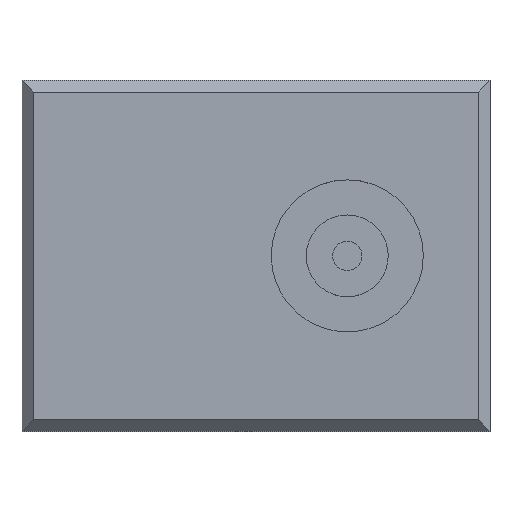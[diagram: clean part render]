
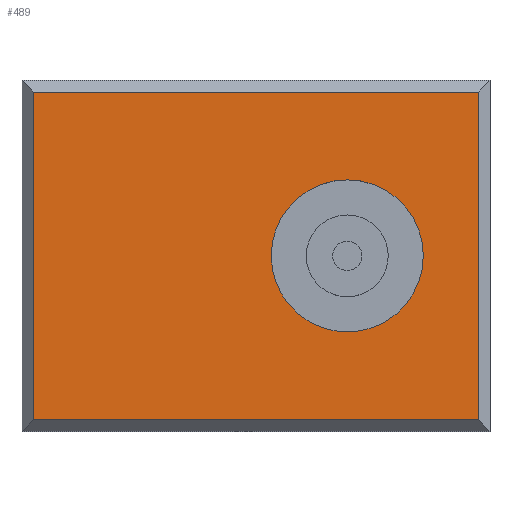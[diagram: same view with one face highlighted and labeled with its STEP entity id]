
A CAD part, top view. The second image highlights one B-rep face of the part: STEP entity #489.
In plain terms, the highlighted planar face has unit normal (0, 0, 1).
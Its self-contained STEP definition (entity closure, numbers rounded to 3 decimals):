
#83 = PLANE('',#84);
#84 = AXIS2_PLACEMENT_3D('',#85,#86,#87);
#85 = CARTESIAN_POINT('',(-2.,1.45,0.95));
#86 = DIRECTION('',(0.,-0.707,-0.707));
#87 = DIRECTION('',(1.,0.,0.));
#196 = PLANE('',#197);
#197 = AXIS2_PLACEMENT_3D('',#198,#199,#200);
#198 = CARTESIAN_POINT('',(-1.95,-1.5,0.95));
#199 = DIRECTION('',(0.707,0.,-0.707));
#200 = DIRECTION('',(0.,1.,0.));
#234 = VERTEX_POINT('',#235);
#235 = CARTESIAN_POINT('',(-1.9,1.4,1.));
#258 = VERTEX_POINT('',#259);
#259 = CARTESIAN_POINT('',(1.9,1.4,1.));
#273 = PLANE('',#274);
#274 = AXIS2_PLACEMENT_3D('',#275,#276,#277);
#275 = CARTESIAN_POINT('',(1.95,1.5,0.95));
#276 = DIRECTION('',(-0.707,0.,-0.707));
#277 = DIRECTION('',(0.,-1.,0.));
#285 = EDGE_CURVE('',#234,#258,#286,.T.);
#286 = SURFACE_CURVE('',#287,(#291,#298),.PCURVE_S1.);
#287 = LINE('',#288,#289);
#288 = CARTESIAN_POINT('',(-2.,1.4,1.));
#289 = VECTOR('',#290,1.);
#290 = DIRECTION('',(1.,0.,0.));
#291 = PCURVE('',#83,#292);
#292 = DEFINITIONAL_REPRESENTATION('',(#293),#297);
#293 = LINE('',#294,#295);
#294 = CARTESIAN_POINT('',(0.,0.071));
#295 = VECTOR('',#296,1.);
#296 = DIRECTION('',(1.,0.));
#297 = ( GEOMETRIC_REPRESENTATION_CONTEXT(2) 
PARAMETRIC_REPRESENTATION_CONTEXT() REPRESENTATION_CONTEXT('2D SPACE',''
  ) );
#298 = PCURVE('',#299,#304);
#299 = PLANE('',#300);
#300 = AXIS2_PLACEMENT_3D('',#301,#302,#303);
#301 = CARTESIAN_POINT('',(0.,0.,1.));
#302 = DIRECTION('',(-0.,-0.,-1.));
#303 = DIRECTION('',(-1.,0.,0.));
#304 = DEFINITIONAL_REPRESENTATION('',(#305),#309);
#305 = LINE('',#306,#307);
#306 = CARTESIAN_POINT('',(2.,1.4));
#307 = VECTOR('',#308,1.);
#308 = DIRECTION('',(-1.,0.));
#309 = ( GEOMETRIC_REPRESENTATION_CONTEXT(2) 
PARAMETRIC_REPRESENTATION_CONTEXT() REPRESENTATION_CONTEXT('2D SPACE',''
  ) );
#427 = PLANE('',#428);
#428 = AXIS2_PLACEMENT_3D('',#429,#430,#431);
#429 = CARTESIAN_POINT('',(2.,-1.45,0.95));
#430 = DIRECTION('',(0.,0.707,-0.707));
#431 = DIRECTION('',(1.,-0.,-0.));
#445 = VERTEX_POINT('',#446);
#446 = CARTESIAN_POINT('',(-1.9,-1.4,1.));
#469 = EDGE_CURVE('',#445,#234,#470,.T.);
#470 = SURFACE_CURVE('',#471,(#475,#482),.PCURVE_S1.);
#471 = LINE('',#472,#473);
#472 = CARTESIAN_POINT('',(-1.9,-1.5,1.));
#473 = VECTOR('',#474,1.);
#474 = DIRECTION('',(0.,1.,0.));
#475 = PCURVE('',#196,#476);
#476 = DEFINITIONAL_REPRESENTATION('',(#477),#481);
#477 = LINE('',#478,#479);
#478 = CARTESIAN_POINT('',(0.,0.071));
#479 = VECTOR('',#480,1.);
#480 = DIRECTION('',(1.,0.));
#481 = ( GEOMETRIC_REPRESENTATION_CONTEXT(2) 
PARAMETRIC_REPRESENTATION_CONTEXT() REPRESENTATION_CONTEXT('2D SPACE',''
  ) );
#482 = PCURVE('',#299,#483);
#483 = DEFINITIONAL_REPRESENTATION('',(#484),#488);
#484 = LINE('',#485,#486);
#485 = CARTESIAN_POINT('',(1.9,-1.5));
#486 = VECTOR('',#487,1.);
#487 = DIRECTION('',(0.,1.));
#488 = ( GEOMETRIC_REPRESENTATION_CONTEXT(2) 
PARAMETRIC_REPRESENTATION_CONTEXT() REPRESENTATION_CONTEXT('2D SPACE',''
  ) );
#489 = ADVANCED_FACE('',(#490,#538),#299,.F.);
#490 = FACE_BOUND('',#491,.F.);
#491 = EDGE_LOOP('',(#492,#493,#494,#517));
#492 = ORIENTED_EDGE('',*,*,#469,.T.);
#493 = ORIENTED_EDGE('',*,*,#285,.T.);
#494 = ORIENTED_EDGE('',*,*,#495,.T.);
#495 = EDGE_CURVE('',#258,#496,#498,.T.);
#496 = VERTEX_POINT('',#497);
#497 = CARTESIAN_POINT('',(1.9,-1.4,1.));
#498 = SURFACE_CURVE('',#499,(#503,#510),.PCURVE_S1.);
#499 = LINE('',#500,#501);
#500 = CARTESIAN_POINT('',(1.9,1.5,1.));
#501 = VECTOR('',#502,1.);
#502 = DIRECTION('',(0.,-1.,0.));
#503 = PCURVE('',#299,#504);
#504 = DEFINITIONAL_REPRESENTATION('',(#505),#509);
#505 = LINE('',#506,#507);
#506 = CARTESIAN_POINT('',(-1.9,1.5));
#507 = VECTOR('',#508,1.);
#508 = DIRECTION('',(0.,-1.));
#509 = ( GEOMETRIC_REPRESENTATION_CONTEXT(2) 
PARAMETRIC_REPRESENTATION_CONTEXT() REPRESENTATION_CONTEXT('2D SPACE',''
  ) );
#510 = PCURVE('',#273,#511);
#511 = DEFINITIONAL_REPRESENTATION('',(#512),#516);
#512 = LINE('',#513,#514);
#513 = CARTESIAN_POINT('',(0.,0.071));
#514 = VECTOR('',#515,1.);
#515 = DIRECTION('',(1.,0.));
#516 = ( GEOMETRIC_REPRESENTATION_CONTEXT(2) 
PARAMETRIC_REPRESENTATION_CONTEXT() REPRESENTATION_CONTEXT('2D SPACE',''
  ) );
#517 = ORIENTED_EDGE('',*,*,#518,.T.);
#518 = EDGE_CURVE('',#496,#445,#519,.T.);
#519 = SURFACE_CURVE('',#520,(#524,#531),.PCURVE_S1.);
#520 = LINE('',#521,#522);
#521 = CARTESIAN_POINT('',(2.,-1.4,1.));
#522 = VECTOR('',#523,1.);
#523 = DIRECTION('',(-1.,0.,0.));
#524 = PCURVE('',#299,#525);
#525 = DEFINITIONAL_REPRESENTATION('',(#526),#530);
#526 = LINE('',#527,#528);
#527 = CARTESIAN_POINT('',(-2.,-1.4));
#528 = VECTOR('',#529,1.);
#529 = DIRECTION('',(1.,0.));
#530 = ( GEOMETRIC_REPRESENTATION_CONTEXT(2) 
PARAMETRIC_REPRESENTATION_CONTEXT() REPRESENTATION_CONTEXT('2D SPACE',''
  ) );
#531 = PCURVE('',#427,#532);
#532 = DEFINITIONAL_REPRESENTATION('',(#533),#537);
#533 = LINE('',#534,#535);
#534 = CARTESIAN_POINT('',(-0.,-0.071));
#535 = VECTOR('',#536,1.);
#536 = DIRECTION('',(-1.,0.));
#537 = ( GEOMETRIC_REPRESENTATION_CONTEXT(2) 
PARAMETRIC_REPRESENTATION_CONTEXT() REPRESENTATION_CONTEXT('2D SPACE',''
  ) );
#538 = FACE_BOUND('',#539,.F.);
#539 = EDGE_LOOP('',(#540));
#540 = ORIENTED_EDGE('',*,*,#541,.T.);
#541 = EDGE_CURVE('',#542,#542,#544,.T.);
#542 = VERTEX_POINT('',#543);
#543 = CARTESIAN_POINT('',(1.43,0.,1.));
#544 = SURFACE_CURVE('',#545,(#550,#561),.PCURVE_S1.);
#545 = CIRCLE('',#546,0.65);
#546 = AXIS2_PLACEMENT_3D('',#547,#548,#549);
#547 = CARTESIAN_POINT('',(0.78,0.,1.));
#548 = DIRECTION('',(0.,0.,1.));
#549 = DIRECTION('',(1.,0.,0.));
#550 = PCURVE('',#299,#551);
#551 = DEFINITIONAL_REPRESENTATION('',(#552),#560);
#552 = ( BOUNDED_CURVE() B_SPLINE_CURVE(2,(#553,#554,#555,#556,#557,#558
,#559),.UNSPECIFIED.,.T.,.F.) B_SPLINE_CURVE_WITH_KNOTS((1,2,2,2,2,1),(
    -2.094,0.,2.094,4.189,6.283,
8.378),.UNSPECIFIED.) CURVE() GEOMETRIC_REPRESENTATION_ITEM() 
RATIONAL_B_SPLINE_CURVE((1.,0.5,1.,0.5,1.,0.5,1.)) REPRESENTATION_ITEM(
  '') );
#553 = CARTESIAN_POINT('',(-1.43,0.));
#554 = CARTESIAN_POINT('',(-1.43,1.126));
#555 = CARTESIAN_POINT('',(-0.455,0.563));
#556 = CARTESIAN_POINT('',(0.52,0.));
#557 = CARTESIAN_POINT('',(-0.455,-0.563));
#558 = CARTESIAN_POINT('',(-1.43,-1.126));
#559 = CARTESIAN_POINT('',(-1.43,0.));
#560 = ( GEOMETRIC_REPRESENTATION_CONTEXT(2) 
PARAMETRIC_REPRESENTATION_CONTEXT() REPRESENTATION_CONTEXT('2D SPACE',''
  ) );
#561 = PCURVE('',#562,#567);
#562 = CYLINDRICAL_SURFACE('',#563,0.65);
#563 = AXIS2_PLACEMENT_3D('',#564,#565,#566);
#564 = CARTESIAN_POINT('',(0.78,0.,1.));
#565 = DIRECTION('',(0.,0.,1.));
#566 = DIRECTION('',(1.,0.,0.));
#567 = DEFINITIONAL_REPRESENTATION('',(#568),#572);
#568 = LINE('',#569,#570);
#569 = CARTESIAN_POINT('',(0.,0.));
#570 = VECTOR('',#571,1.);
#571 = DIRECTION('',(1.,0.));
#572 = ( GEOMETRIC_REPRESENTATION_CONTEXT(2) 
PARAMETRIC_REPRESENTATION_CONTEXT() REPRESENTATION_CONTEXT('2D SPACE',''
  ) );
